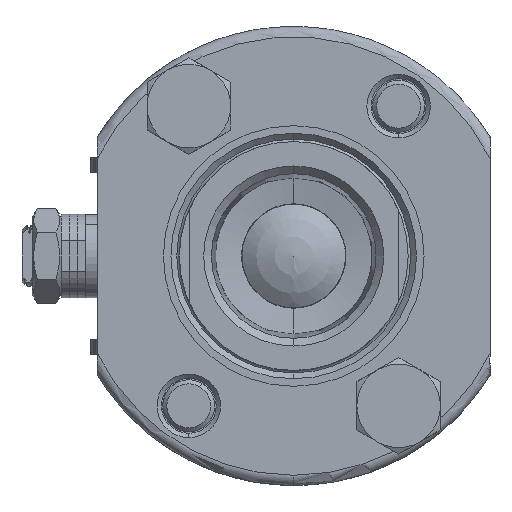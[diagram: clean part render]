
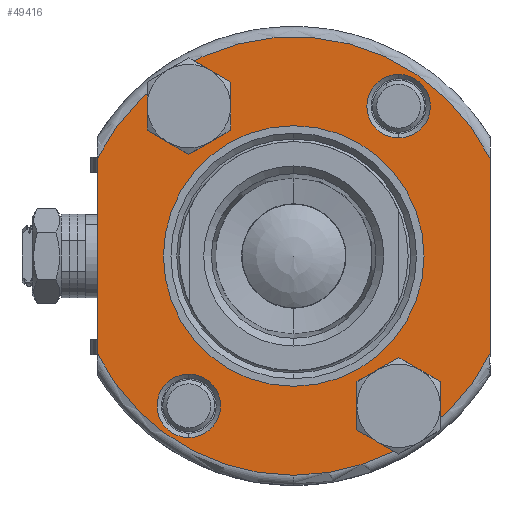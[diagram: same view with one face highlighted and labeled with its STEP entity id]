
A CAD part, left-side view. The second image highlights one B-rep face of the part: STEP entity #49416.
In plain terms, the highlighted planar face has unit normal (-1, 0, 0).
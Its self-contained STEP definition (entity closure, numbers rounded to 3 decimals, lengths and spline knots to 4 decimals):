
#416 = ORIENTED_EDGE ( 'NONE', *, *, #65013, .T. ) ;
#641 = DIRECTION ( 'NONE',  ( 0., 0., 1. ) ) ;
#2084 = EDGE_CURVE ( 'NONE', #21548, #55927, #56990, .T. ) ;
#2918 = FACE_OUTER_BOUND ( 'NONE', #32765, .T. ) ;
#3855 = CARTESIAN_POINT ( 'NONE',  ( -1.246, -0.6281, 0.7069 ) ) ;
#4880 = FACE_BOUND ( 'NONE', #76096, .T. ) ;
#5342 = DIRECTION ( 'NONE',  ( 0., 0., -1. ) ) ;
#5420 = DIRECTION ( 'NONE',  ( 1., 0., 0. ) ) ;
#5495 = CARTESIAN_POINT ( 'NONE',  ( -1.246, -0.6281, 0.897 ) ) ;
#5673 = AXIS2_PLACEMENT_3D ( 'NONE', #21702, #64902, #27977 ) ;
#7807 = CARTESIAN_POINT ( 'NONE',  ( -1.246, 1.175, -0.5848 ) ) ;
#8268 = EDGE_CURVE ( 'NONE', #14285, #70009, #34427, .T. ) ;
#8879 = EDGE_CURVE ( 'NONE', #55927, #21548, #12964, .T. ) ;
#10325 = CIRCLE ( 'NONE', #57988, 0.1901 ) ;
#11247 = DIRECTION ( 'NONE',  ( 1., 0., 0. ) ) ;
#12034 = ORIENTED_EDGE ( 'NONE', *, *, #46155, .T. ) ;
#12964 = CIRCLE ( 'NONE', #60812, 0.1901 ) ;
#13576 = ORIENTED_EDGE ( 'NONE', *, *, #2084, .T. ) ;
#13595 = CARTESIAN_POINT ( 'NONE',  ( -1.246, 0.6281, 0.897 ) ) ;
#14178 = CARTESIAN_POINT ( 'NONE',  ( -1.246, 0.6281, -1.087 ) ) ;
#14209 = VERTEX_POINT ( 'NONE', #64535 ) ;
#14285 = VERTEX_POINT ( 'NONE', #62918 ) ;
#15749 = ORIENTED_EDGE ( 'NONE', *, *, #41473, .T. ) ;
#15996 = CIRCLE ( 'NONE', #21273, 1.3125 ) ;
#16871 = CARTESIAN_POINT ( 'NONE',  ( -1.246, 0., 0. ) ) ;
#17017 = AXIS2_PLACEMENT_3D ( 'NONE', #68817, #31888, #74968 ) ;
#18262 = CARTESIAN_POINT ( 'NONE',  ( -1.246, -0.6281, -1.087 ) ) ;
#19015 = DIRECTION ( 'NONE',  ( 1., 0., 0. ) ) ;
#19056 = EDGE_CURVE ( 'NONE', #14209, #77292, #57084, .T. ) ;
#19287 = CARTESIAN_POINT ( 'NONE',  ( -1.246, 0.6281, -0.897 ) ) ;
#19529 = FACE_BOUND ( 'NONE', #59910, .T. ) ;
#19945 = DIRECTION ( 'NONE',  ( 0., 0., -1. ) ) ;
#19993 = DIRECTION ( 'NONE',  ( -1., 0., 0. ) ) ;
#20888 = ORIENTED_EDGE ( 'NONE', *, *, #36965, .F. ) ;
#21273 = AXIS2_PLACEMENT_3D ( 'NONE', #57073, #19993, #63225 ) ;
#21548 = VERTEX_POINT ( 'NONE', #3855 ) ;
#21702 = CARTESIAN_POINT ( 'NONE',  ( -1.246, -0.6281, -0.897 ) ) ;
#21878 = CIRCLE ( 'NONE', #17017, 0.1901 ) ;
#23232 = DIRECTION ( 'NONE',  ( 0., 0., 1. ) ) ;
#23513 = FACE_BOUND ( 'NONE', #54127, .T. ) ;
#24016 = AXIS2_PLACEMENT_3D ( 'NONE', #54277, #54170, #54075 ) ;
#24099 = CARTESIAN_POINT ( 'NONE',  ( -1.246, 0.6281, -0.7069 ) ) ;
#24283 = VERTEX_POINT ( 'NONE', #69077 ) ;
#25628 = DIRECTION ( 'NONE',  ( 0., 0., -1. ) ) ;
#26965 = CIRCLE ( 'NONE', #67152, 0.78 ) ;
#27181 = ORIENTED_EDGE ( 'NONE', *, *, #8268, .F. ) ;
#27187 = CARTESIAN_POINT ( 'NONE',  ( -1.246, 0.6281, 1.087 ) ) ;
#27457 = AXIS2_PLACEMENT_3D ( 'NONE', #56129, #19015, #62304 ) ;
#27977 = DIRECTION ( 'NONE',  ( 0., 0., -1. ) ) ;
#29609 = AXIS2_PLACEMENT_3D ( 'NONE', #13595, #57017, #19945 ) ;
#29868 = CARTESIAN_POINT ( 'NONE',  ( -1.246, 0., 0. ) ) ;
#30282 = EDGE_CURVE ( 'NONE', #61554, #33951, #62036, .T. ) ;
#31888 = DIRECTION ( 'NONE',  ( 1., 0., 0. ) ) ;
#32485 = DIRECTION ( 'NONE',  ( 0., 0., -1. ) ) ;
#32569 = DIRECTION ( 'NONE',  ( 1., 0., 0. ) ) ;
#32765 = EDGE_LOOP ( 'NONE', ( #416, #65558, #35334, #61645, #15749 ) ) ;
#32827 = DIRECTION ( 'NONE',  ( -1., 0., 0. ) ) ;
#32830 = CARTESIAN_POINT ( 'NONE',  ( -1.246, -0.6281, 0.897 ) ) ;
#33219 = DIRECTION ( 'NONE',  ( 0., 0., 1. ) ) ;
#33312 = DIRECTION ( 'NONE',  ( -1., 0., 0. ) ) ;
#33319 = ORIENTED_EDGE ( 'NONE', *, *, #56080, .T. ) ;
#33344 = AXIS2_PLACEMENT_3D ( 'NONE', #33479, #33312, #33219 ) ;
#33479 = CARTESIAN_POINT ( 'NONE',  ( -1.246, 0., 0. ) ) ;
#33951 = VERTEX_POINT ( 'NONE', #14178 ) ;
#34427 = CIRCLE ( 'NONE', #33344, 0.78 ) ;
#35334 = ORIENTED_EDGE ( 'NONE', *, *, #57878, .T. ) ;
#36001 = FACE_BOUND ( 'NONE', #50268, .T. ) ;
#36349 = CIRCLE ( 'NONE', #29609, 0.1901 ) ;
#36965 = EDGE_CURVE ( 'NONE', #70009, #14285, #26965, .T. ) ;
#37843 = CARTESIAN_POINT ( 'NONE',  ( -1.246, -1.175, 1.3664 ) ) ;
#41473 = EDGE_CURVE ( 'NONE', #77292, #73816, #44160, .T. ) ;
#41614 = EDGE_CURVE ( 'NONE', #61093, #44896, #21878, .T. ) ;
#41720 = EDGE_CURVE ( 'NONE', #52540, #54089, #36349, .T. ) ;
#41735 = ORIENTED_EDGE ( 'NONE', *, *, #41614, .T. ) ;
#44059 = CIRCLE ( 'NONE', #27457, 0.1901 ) ;
#44160 = LINE ( 'NONE', #72277, #58644 ) ;
#44593 = ORIENTED_EDGE ( 'NONE', *, *, #30282, .T. ) ;
#44896 = VERTEX_POINT ( 'NONE', #18262 ) ;
#46155 = EDGE_CURVE ( 'NONE', #44896, #61093, #69063, .T. ) ;
#48208 = ORIENTED_EDGE ( 'NONE', *, *, #41720, .T. ) ;
#48523 = PLANE ( 'NONE',  #58793 ) ;
#49166 = CARTESIAN_POINT ( 'NONE',  ( -1.246, -0.6281, 1.087 ) ) ;
#49416 = ADVANCED_FACE ( 'NONE', ( #4880, #52520, #23513, #36001, #19529, #2918 ), #48523, .F. ) ;
#50268 = EDGE_LOOP ( 'NONE', ( #41735, #12034 ) ) ;
#50537 = CARTESIAN_POINT ( 'NONE',  ( -1.246, 0., -0.78 ) ) ;
#52520 = FACE_BOUND ( 'NONE', #56973, .T. ) ;
#52540 = VERTEX_POINT ( 'NONE', #27187 ) ;
#54075 = DIRECTION ( 'NONE',  ( 0., 0., -1. ) ) ;
#54089 = VERTEX_POINT ( 'NONE', #75372 ) ;
#54090 = EDGE_CURVE ( 'NONE', #24283, #74681, #69237, .T. ) ;
#54127 = EDGE_LOOP ( 'NONE', ( #44593, #64101 ) ) ;
#54170 = DIRECTION ( 'NONE',  ( 1., 0., 0. ) ) ;
#54277 = CARTESIAN_POINT ( 'NONE',  ( -1.246, 0.6281, -0.897 ) ) ;
#54730 = DIRECTION ( 'NONE',  ( 0., 0., -1. ) ) ;
#55927 = VERTEX_POINT ( 'NONE', #49166 ) ;
#56080 = EDGE_CURVE ( 'NONE', #54089, #52540, #44059, .T. ) ;
#56129 = CARTESIAN_POINT ( 'NONE',  ( -1.246, 0.6281, 0.897 ) ) ;
#56973 = EDGE_LOOP ( 'NONE', ( #77536, #13576 ) ) ;
#56990 = CIRCLE ( 'NONE', #60565, 0.1901 ) ;
#57017 = DIRECTION ( 'NONE',  ( 1., 0., 0. ) ) ;
#57073 = CARTESIAN_POINT ( 'NONE',  ( -1.246, 0., 0. ) ) ;
#57084 = CIRCLE ( 'NONE', #79905, 1.3125 ) ;
#57878 = EDGE_CURVE ( 'NONE', #74681, #14209, #72943, .T. ) ;
#57988 = AXIS2_PLACEMENT_3D ( 'NONE', #19287, #62568, #25628 ) ;
#58644 = VECTOR ( 'NONE', #66126, 39.3701 ) ;
#58793 = AXIS2_PLACEMENT_3D ( 'NONE', #29868, #11247, #54730 ) ;
#59910 = EDGE_LOOP ( 'NONE', ( #27181, #20888 ) ) ;
#59976 = AXIS2_PLACEMENT_3D ( 'NONE', #69760, #32827, #75918 ) ;
#60229 = DIRECTION ( 'NONE',  ( -1., 0., 0. ) ) ;
#60565 = AXIS2_PLACEMENT_3D ( 'NONE', #32830, #32569, #32485 ) ;
#60812 = AXIS2_PLACEMENT_3D ( 'NONE', #5495, #5420, #5342 ) ;
#61093 = VERTEX_POINT ( 'NONE', #68538 ) ;
#61554 = VERTEX_POINT ( 'NONE', #24099 ) ;
#61645 = ORIENTED_EDGE ( 'NONE', *, *, #19056, .T. ) ;
#62036 = CIRCLE ( 'NONE', #24016, 0.1901 ) ;
#62304 = DIRECTION ( 'NONE',  ( 0., 0., -1. ) ) ;
#62568 = DIRECTION ( 'NONE',  ( 1., 0., 0. ) ) ;
#62918 = CARTESIAN_POINT ( 'NONE',  ( -1.246, 0., 0.78 ) ) ;
#63225 = DIRECTION ( 'NONE',  ( 0., 0., -1. ) ) ;
#64101 = ORIENTED_EDGE ( 'NONE', *, *, #79438, .T. ) ;
#64535 = CARTESIAN_POINT ( 'NONE',  ( -1.246, -1.175, 0.5848 ) ) ;
#64902 = DIRECTION ( 'NONE',  ( 1., 0., 0. ) ) ;
#65013 = EDGE_CURVE ( 'NONE', #73816, #24283, #15996, .T. ) ;
#65558 = ORIENTED_EDGE ( 'NONE', *, *, #54090, .T. ) ;
#65561 = CARTESIAN_POINT ( 'NONE',  ( -1.246, -1.175, -0.5848 ) ) ;
#66126 = DIRECTION ( 'NONE',  ( 0., 0., -1. ) ) ;
#67152 = AXIS2_PLACEMENT_3D ( 'NONE', #16871, #60229, #23232 ) ;
#68538 = CARTESIAN_POINT ( 'NONE',  ( -1.246, -0.6281, -0.7069 ) ) ;
#68817 = CARTESIAN_POINT ( 'NONE',  ( -1.246, -0.6281, -0.897 ) ) ;
#69063 = CIRCLE ( 'NONE', #5673, 0.1901 ) ;
#69077 = CARTESIAN_POINT ( 'NONE',  ( -1.246, 0., -1.3125 ) ) ;
#69110 = VECTOR ( 'NONE', #641, 39.3701 ) ;
#69237 = CIRCLE ( 'NONE', #59976, 1.3125 ) ;
#69760 = CARTESIAN_POINT ( 'NONE',  ( -1.246, 0., 0. ) ) ;
#70009 = VERTEX_POINT ( 'NONE', #50537 ) ;
#72277 = CARTESIAN_POINT ( 'NONE',  ( -1.246, 1.175, 1.3664 ) ) ;
#72943 = LINE ( 'NONE', #37843, #69110 ) ;
#73816 = VERTEX_POINT ( 'NONE', #7807 ) ;
#73916 = DIRECTION ( 'NONE',  ( 0., 0., -1. ) ) ;
#74023 = DIRECTION ( 'NONE',  ( -1., 0., 0. ) ) ;
#74084 = CARTESIAN_POINT ( 'NONE',  ( -1.246, 0., 0. ) ) ;
#74681 = VERTEX_POINT ( 'NONE', #65561 ) ;
#74968 = DIRECTION ( 'NONE',  ( 0., 0., -1. ) ) ;
#75372 = CARTESIAN_POINT ( 'NONE',  ( -1.246, 0.6281, 0.7069 ) ) ;
#75918 = DIRECTION ( 'NONE',  ( 0., 0., -1. ) ) ;
#76096 = EDGE_LOOP ( 'NONE', ( #48208, #33319 ) ) ;
#77292 = VERTEX_POINT ( 'NONE', #78899 ) ;
#77536 = ORIENTED_EDGE ( 'NONE', *, *, #8879, .T. ) ;
#78899 = CARTESIAN_POINT ( 'NONE',  ( -1.246, 1.175, 0.5848 ) ) ;
#79438 = EDGE_CURVE ( 'NONE', #33951, #61554, #10325, .T. ) ;
#79905 = AXIS2_PLACEMENT_3D ( 'NONE', #74084, #74023, #73916 ) ;
